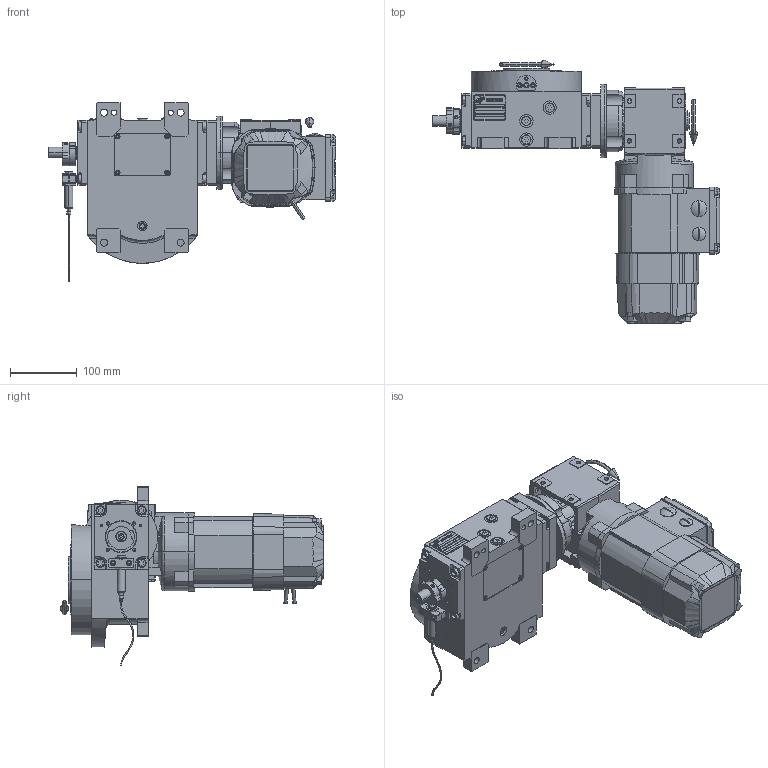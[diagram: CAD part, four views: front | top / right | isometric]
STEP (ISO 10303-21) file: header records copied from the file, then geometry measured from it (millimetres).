
FILE_DESCRIPTION (( 'STEP AP203' ), '1' );
FILE_NAME ('PC5201959.step', '2026-03-20T14:14:21', ( '' ), ( '' ), 'SwSTEP 2.0', 'SolidWorks 2020', '' );
FILE_SCHEMA (( 'CONFIG_CONTROL_DESIGN' ));
Length unit declared in the file: millimetre
Products named in the file (82): cfn2000_01_147; cfn2070_05_001; cfn2151_01_087; cfn2115_02_068; 900_38_11_40_4; cfn2003_01_063; cfn2151_01_092; RIG04_005_AF0.stp; freccia_angolare; CFN2000_01_185.stp; cfn2010_01_015.prt; cfn2107_01_001; CFN2223_01-390X6-B.stp; AS_rig04_004_s_002; AS_rig04_015; rig04_002_bl_007; cfn2128_04_011; AS_cfn2476_01_001_48x38; rig04_007_master; cfn2476_01_001_48x38; cfn2000_01_129; rig04_001_a; cfn2104_01_016; rig04_004; AS_900_38_11_40_4; CFN2203_02_001.stp; 900_38_30_003; CFN2104_02_017.stp; cfn2155_01_038; olio_agip_blasia_150; cfn2401_01_003; CFN2356_03_051.stp; cfn2000_01_161; CFN2010_02_002.stp; AS_rig04_002_bl_007; WAF20DRN63MS4BE03HR_B_0; rig04_015; freccia_angolare_albero; cfn2115_02_213; AS_rig04_004_s_001 ...
Assembly tree (82 placements, depth 5):
  cfn2151_01_087
  cfn2151_01_092
  CFN2223_01-390X6-B.stp
  rig04_007_master
  CFN2203_02_001.stp
Bounding box: 431 x 395.8 x 268.07 mm (x, y, z)
Volume: 5587662.4 mm3; surface area: 700471.6 mm2
Topology: 84 solids, 90 shells, 3049 faces, 7675 edges, 4972 vertices
Faces by surface type: plane 1550, cylinder 1048, cone 387, bspline 29, torus 25, sphere 10
Entity records: 104718 total; most frequent: CARTESIAN_POINT 25413, DIRECTION 14839, ORIENTED_EDGE 14496, EDGE_CURVE 7250, AXIS2_PLACEMENT_3D 5174, VERTEX_POINT 4743, VECTOR 4491, LINE 4491
